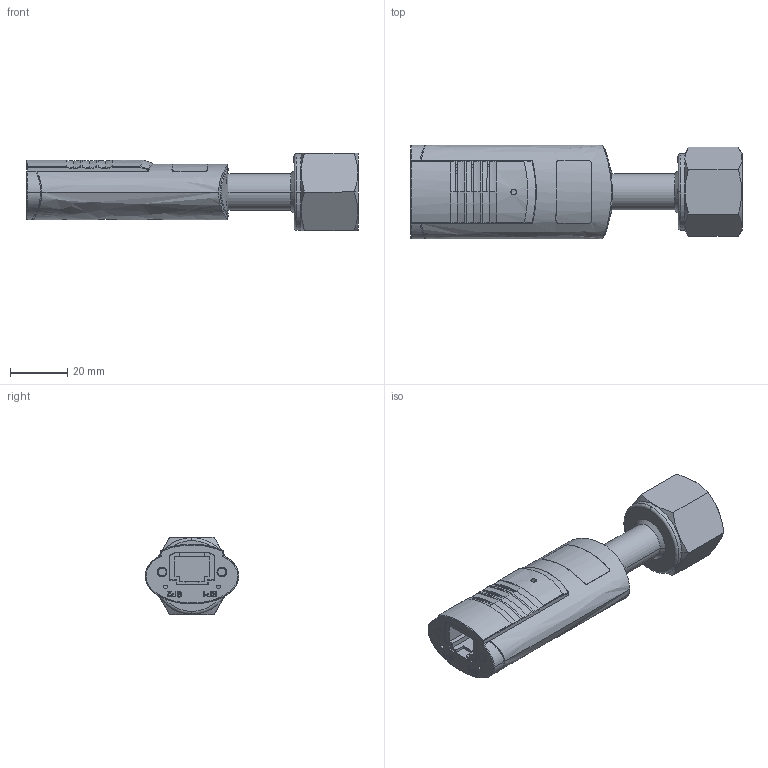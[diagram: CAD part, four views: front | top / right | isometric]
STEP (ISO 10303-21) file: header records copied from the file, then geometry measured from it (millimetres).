
FILE_DESCRIPTION((''),'2;1');
FILE_NAME('350-144.stp','2005-02-07T11:12:31',('VCRC_L'),(''),'Autodesk Inventor 9','Autodesk Inventor 9','');
FILE_SCHEMA(('AUTOMOTIVE_DESIGN { 1 0 10303 214 1 1 1 1 }'));
Length unit declared in the file: millimetre
Products named in the file (1): Bauteil9
Bounding box: 116.2 x 32.8 x 27 mm (x, y, z)
Volume: 21564.3 mm3; surface area: 23679.4 mm2
Topology: 1 solids, 1 shells, 691 faces, 1980 edges, 1304 vertices
Faces by surface type: plane 274, bspline 190, cylinder 185, cone 26, torus 12, sphere 4
Entity records: 26994 total; most frequent: CARTESIAN_POINT 10136, ORIENTED_EDGE 3956, DIRECTION 2835, EDGE_CURVE 1978, VERTEX_POINT 1304, VECTOR 1071, LINE 1071, AXIS2_PLACEMENT_3D 882
